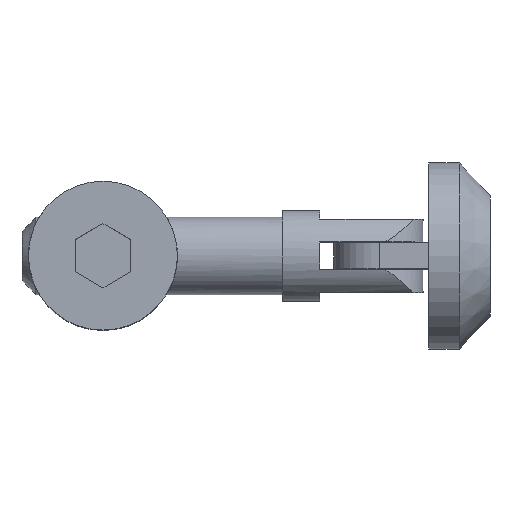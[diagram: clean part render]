
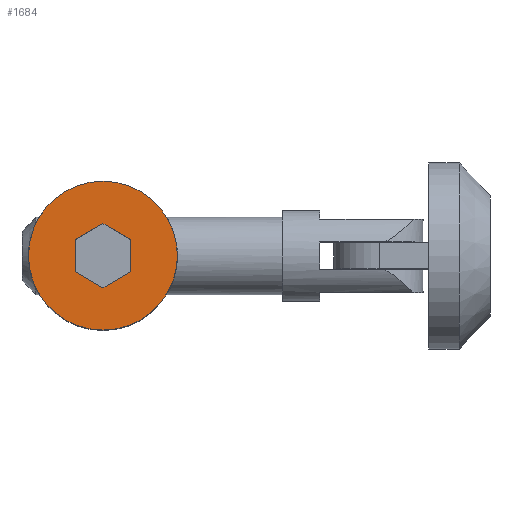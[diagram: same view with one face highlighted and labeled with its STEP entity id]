
A CAD part, top view. The second image highlights one B-rep face of the part: STEP entity #1684.
In plain terms, the highlighted planar face has unit normal (0, 0, 1).
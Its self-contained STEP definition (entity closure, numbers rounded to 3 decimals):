
#860=VECTOR('',#1397,1.);
#861=VECTOR('',#1398,1.);
#862=VECTOR('',#1399,1.);
#863=VECTOR('',#1400,1.);
#864=VECTOR('',#1401,1.);
#865=VECTOR('',#1402,1.);
#900=LINE('',#1737,#860);
#901=LINE('',#1739,#861);
#902=LINE('',#1741,#862);
#903=LINE('',#1743,#863);
#904=LINE('',#1745,#864);
#905=LINE('',#1746,#865);
#940=ORIENTED_EDGE('',*,*,#1186,.T.);
#941=ORIENTED_EDGE('',*,*,#1187,.F.);
#942=ORIENTED_EDGE('',*,*,#1188,.F.);
#943=ORIENTED_EDGE('',*,*,#1189,.F.);
#944=ORIENTED_EDGE('',*,*,#1190,.F.);
#945=ORIENTED_EDGE('',*,*,#1191,.F.);
#946=ORIENTED_EDGE('',*,*,#1192,.F.);
#1098=CIRCLE('',#1584,8.);
#1127=VERTEX_POINT('',#1733);
#1128=VERTEX_POINT('',#1735);
#1129=VERTEX_POINT('',#1736);
#1130=VERTEX_POINT('',#1738);
#1131=VERTEX_POINT('',#1740);
#1132=VERTEX_POINT('',#1742);
#1133=VERTEX_POINT('',#1744);
#1186=EDGE_CURVE('',#1127,#1127,#1098,.T.);
#1187=EDGE_CURVE('',#1128,#1129,#900,.T.);
#1188=EDGE_CURVE('',#1130,#1128,#901,.T.);
#1189=EDGE_CURVE('',#1131,#1130,#902,.T.);
#1190=EDGE_CURVE('',#1132,#1131,#903,.T.);
#1191=EDGE_CURVE('',#1133,#1132,#904,.T.);
#1192=EDGE_CURVE('',#1129,#1133,#905,.T.);
#1265=EDGE_LOOP('',(#940));
#1266=EDGE_LOOP('',(#941,#942,#943,#944,#945,#946));
#1329=FACE_BOUND('',#1265,.T.);
#1330=FACE_BOUND('',#1266,.T.);
#1393=DIRECTION('',(0.,0.,1.));
#1394=DIRECTION('',(0.,-1.,0.));
#1395=DIRECTION('',(0.,0.,1.));
#1396=DIRECTION('',(-8.,0.,0.));
#1397=DIRECTION('',(-3.,1.732,0.));
#1398=DIRECTION('',(0.,3.464,0.));
#1399=DIRECTION('',(3.,1.732,0.));
#1400=DIRECTION('',(3.,-1.732,0.));
#1401=DIRECTION('',(0.,-3.464,0.));
#1402=DIRECTION('',(-3.,-1.732,0.));
#1583=AXIS2_PLACEMENT_3D('',#1732,#1393,#1394);
#1584=AXIS2_PLACEMENT_3D('',#1734,#1395,#1396);
#1658=PLANE('',#1583);
#1684=ADVANCED_FACE('',(#1329,#1330),#1658,.T.);
#1732=CARTESIAN_POINT('',(-8.5,0.,21.5));
#1733=CARTESIAN_POINT('',(-8.5,0.,21.5));
#1734=CARTESIAN_POINT('',(-0.5,0.,21.5));
#1735=CARTESIAN_POINT('',(2.5,1.732,21.5));
#1736=CARTESIAN_POINT('',(-0.5,3.464,21.5));
#1737=CARTESIAN_POINT('',(2.5,1.732,21.5));
#1738=CARTESIAN_POINT('',(2.5,-1.732,21.5));
#1739=CARTESIAN_POINT('',(2.5,-1.732,21.5));
#1740=CARTESIAN_POINT('',(-0.5,-3.464,21.5));
#1741=CARTESIAN_POINT('',(-0.5,-3.464,21.5));
#1742=CARTESIAN_POINT('',(-3.5,-1.732,21.5));
#1743=CARTESIAN_POINT('',(-3.5,-1.732,21.5));
#1744=CARTESIAN_POINT('',(-3.5,1.732,21.5));
#1745=CARTESIAN_POINT('',(-3.5,1.732,21.5));
#1746=CARTESIAN_POINT('',(-0.5,3.464,21.5));
